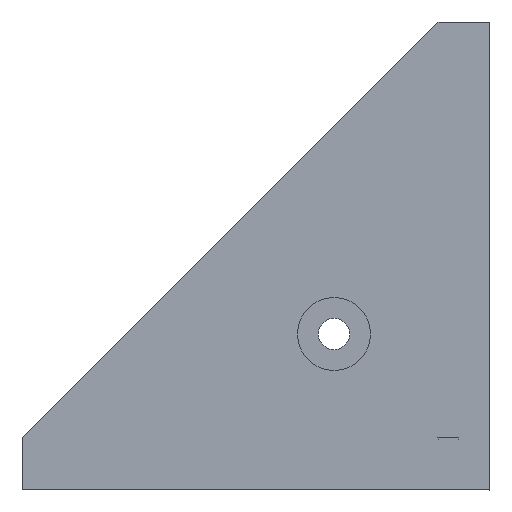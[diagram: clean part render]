
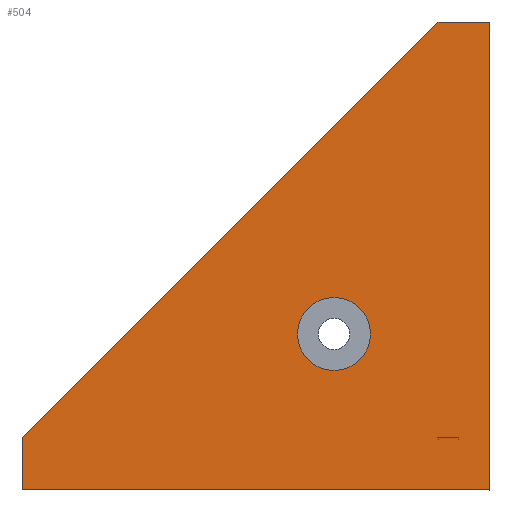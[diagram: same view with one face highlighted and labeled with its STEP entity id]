
A CAD part, left-side view. The second image highlights one B-rep face of the part: STEP entity #504.
In plain terms, the highlighted planar face has unit normal (-1, 0, 0).
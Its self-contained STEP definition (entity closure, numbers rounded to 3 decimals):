
#21=FACE_BOUND('',#94,.T.);
#22=FACE_BOUND('',#95,.T.);
#32=CIRCLE('',#550,3.5);
#60=FACE_OUTER_BOUND('',#93,.T.);
#93=EDGE_LOOP('',(#380,#381,#382,#383,#384));
#94=EDGE_LOOP('',(#385,#386));
#95=EDGE_LOOP('',(#387));
#120=LINE('',#734,#174);
#129=LINE('',#752,#183);
#146=LINE('',#801,#200);
#148=LINE('',#805,#202);
#149=LINE('',#806,#203);
#150=LINE('',#807,#204);
#151=LINE('',#808,#205);
#174=VECTOR('',#588,10.);
#183=VECTOR('',#601,10.);
#200=VECTOR('',#650,10.);
#202=VECTOR('',#654,10.);
#203=VECTOR('',#655,10.);
#204=VECTOR('',#656,10.);
#205=VECTOR('',#657,10.);
#228=VERTEX_POINT('',#731);
#229=VERTEX_POINT('',#733);
#233=VERTEX_POINT('',#744);
#236=VERTEX_POINT('',#750);
#242=VERTEX_POINT('',#776);
#251=VERTEX_POINT('',#798);
#252=VERTEX_POINT('',#800);
#253=VERTEX_POINT('',#804);
#269=EDGE_CURVE('',#228,#229,#120,.T.);
#278=EDGE_CURVE('',#233,#236,#129,.T.);
#290=EDGE_CURVE('',#242,#242,#32,.T.);
#301=EDGE_CURVE('',#252,#251,#146,.T.);
#303=EDGE_CURVE('',#253,#233,#148,.T.);
#304=EDGE_CURVE('',#252,#236,#149,.T.);
#305=EDGE_CURVE('',#251,#253,#150,.T.);
#306=EDGE_CURVE('',#228,#229,#151,.T.);
#380=ORIENTED_EDGE('',*,*,#303,.T.);
#381=ORIENTED_EDGE('',*,*,#278,.T.);
#382=ORIENTED_EDGE('',*,*,#304,.F.);
#383=ORIENTED_EDGE('',*,*,#301,.T.);
#384=ORIENTED_EDGE('',*,*,#305,.T.);
#385=ORIENTED_EDGE('',*,*,#306,.T.);
#386=ORIENTED_EDGE('',*,*,#269,.F.);
#387=ORIENTED_EDGE('',*,*,#290,.T.);
#477=PLANE('',#556);
#504=ADVANCED_FACE('',(#60,#21,#22),#477,.T.);
#550=AXIS2_PLACEMENT_3D('',#777,#630,#631);
#556=AXIS2_PLACEMENT_3D('',#803,#652,#653);
#588=DIRECTION('',(0.,-1.,0.));
#601=DIRECTION('',(0.,-1.,0.));
#630=DIRECTION('center_axis',(1.,0.,0.));
#631=DIRECTION('ref_axis',(0.,0.,1.));
#650=DIRECTION('',(0.,1.,0.));
#652=DIRECTION('center_axis',(-1.,0.,0.));
#653=DIRECTION('ref_axis',(0.,0.,1.));
#654=DIRECTION('',(0.,0.,-1.));
#655=DIRECTION('',(0.,0.,-1.));
#656=DIRECTION('',(0.,0.707,-0.707));
#657=DIRECTION('',(0.,-1.,0.));
#731=CARTESIAN_POINT('',(-5.,0.049,0.));
#733=CARTESIAN_POINT('',(-5.,-2.,0.));
#734=CARTESIAN_POINT('',(-5.,40.,0.));
#744=CARTESIAN_POINT('',(-5.,40.,-5.));
#750=CARTESIAN_POINT('',(-5.,-5.,-5.));
#752=CARTESIAN_POINT('',(-5.,40.,-5.));
#776=CARTESIAN_POINT('',(-5.,10.,6.5));
#777=CARTESIAN_POINT('Origin',(-5.,10.,10.));
#798=CARTESIAN_POINT('',(-5.,0.,40.));
#800=CARTESIAN_POINT('',(-5.,-5.,40.));
#801=CARTESIAN_POINT('',(-5.,-5.,40.));
#803=CARTESIAN_POINT('Origin',(-5.,20.,20.));
#804=CARTESIAN_POINT('',(-5.,40.,0.));
#805=CARTESIAN_POINT('',(-5.,40.,0.));
#806=CARTESIAN_POINT('',(-5.,-5.,40.));
#807=CARTESIAN_POINT('',(-5.,30.,10.));
#808=CARTESIAN_POINT('',(-5.,40.,0.));
